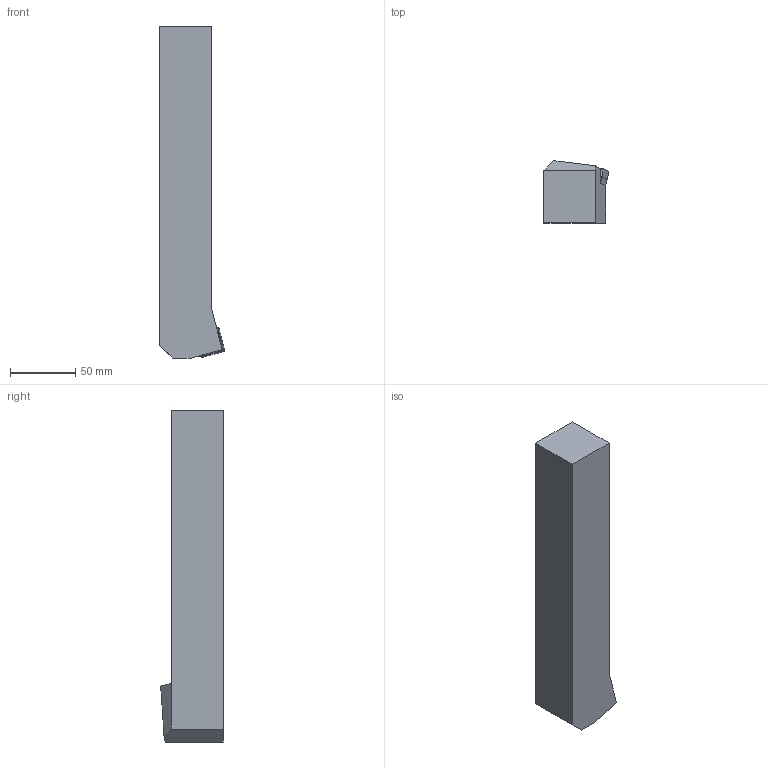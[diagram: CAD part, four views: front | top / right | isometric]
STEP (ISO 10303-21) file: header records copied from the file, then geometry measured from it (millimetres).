
FILE_DESCRIPTION(/* description */ (''),/* implementation_level */ '2;1');
FILE_NAME(/* name */ 'PSKNL4040S19_SIM.stp',/* time_stamp */ '2023-02-27T12:44:58+01:00',/* author */ (''),/* organization */ (''),/* preprocessor_version */ 'ST-DEVELOPER v16.7',/* originating_system */ 'SIEMENS PLM Software NX 12.0',/* authorisation */ '');
FILE_SCHEMA (('AUTOMOTIVE_DESIGN { 1 0 10303 214 3 1 1 1 }'));
Length unit declared in the file: millimetre
Products named in the file (1): kl6217C8835Fqk1p
Bounding box: 49.99 x 48.06 x 255 mm (x, y, z)
Volume: 417935.7 mm3; surface area: 45816.5 mm2
Topology: 2 solids, 2 shells, 34 faces, 85 edges, 55 vertices
Faces by surface type: plane 25, cylinder 8, cone 1
Full cylindrical faces by diameter (mm): 7.9 x1
Entity records: 1029 total; most frequent: CARTESIAN_POINT 171, DIRECTION 169, ORIENTED_EDGE 164, EDGE_CURVE 82, LINE 65, VECTOR 65, VERTEX_POINT 54, AXIS2_PLACEMENT_3D 52
